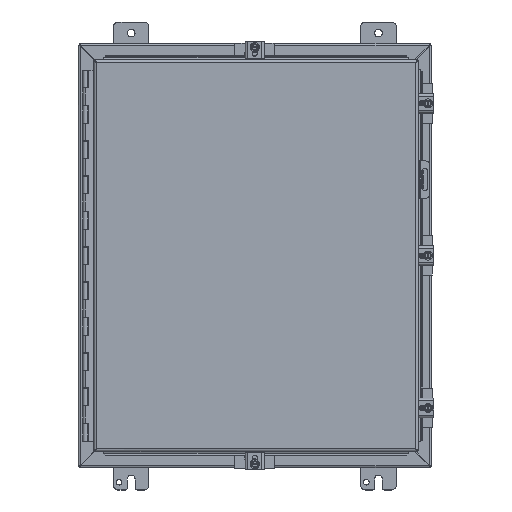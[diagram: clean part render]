
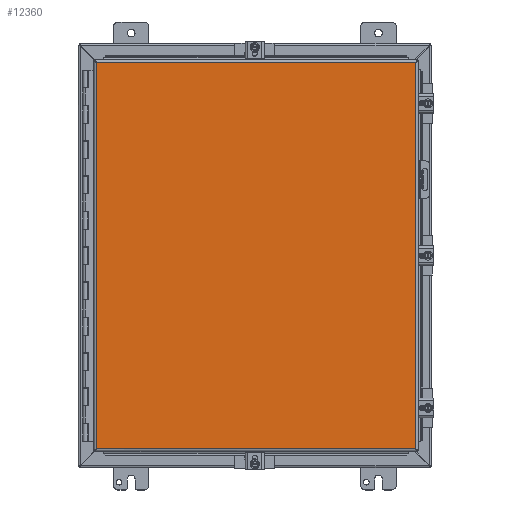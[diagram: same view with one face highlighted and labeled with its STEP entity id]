
A CAD part, top view. The second image highlights one B-rep face of the part: STEP entity #12360.
In plain terms, the highlighted face is planar.
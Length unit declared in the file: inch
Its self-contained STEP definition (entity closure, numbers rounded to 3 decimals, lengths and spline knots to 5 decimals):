
#1276=PLANE('',#13116);
#1969=LINE('',#20690,#3086);
#1975=LINE('',#20811,#3092);
#1985=LINE('',#20964,#3102);
#1988=LINE('',#20997,#3105);
#3086=VECTOR('',#15016,18.0695);
#3092=VECTOR('',#15030,18.0695);
#3102=VECTOR('',#15052,21.882);
#3105=VECTOR('',#15061,21.882);
#4106=FACE_OUTER_BOUND('',#4816,.T.);
#4816=EDGE_LOOP('',(#10009,#10010,#10011,#10012));
#6018=VERTEX_POINT('',#20681);
#6019=VERTEX_POINT('',#20689);
#6022=VERTEX_POINT('',#20759);
#6023=VERTEX_POINT('',#20803);
#7438=EDGE_CURVE('',#6019,#6018,#1969,.T.);
#7451=EDGE_CURVE('',#6022,#6023,#1975,.T.);
#7468=EDGE_CURVE('',#6018,#6022,#1985,.T.);
#7472=EDGE_CURVE('',#6023,#6019,#1988,.T.);
#10009=ORIENTED_EDGE('',*,*,#7468,.T.);
#10010=ORIENTED_EDGE('',*,*,#7451,.T.);
#10011=ORIENTED_EDGE('',*,*,#7472,.T.);
#10012=ORIENTED_EDGE('',*,*,#7438,.T.);
#12360=ADVANCED_FACE('',(#4106),#1276,.F.);
#13116=AXIS2_PLACEMENT_3D('',#21077,#15075,#15076);
#15016=DIRECTION('',(-1.,0.,0.));
#15030=DIRECTION('',(1.,0.,0.));
#15052=DIRECTION('',(0.,1.,0.));
#15061=DIRECTION('',(0.,-1.,0.));
#15075=DIRECTION('center_axis',(0.,0.,1.));
#15076=DIRECTION('ref_axis',(1.,0.,0.));
#20681=CARTESIAN_POINT('',(-9.03475,-10.941,0.));
#20689=CARTESIAN_POINT('',(9.03475,-10.941,0.));
#20690=CARTESIAN_POINT('',(4.51738,-10.941,0.));
#20759=CARTESIAN_POINT('',(-9.03475,10.941,0.));
#20803=CARTESIAN_POINT('',(9.03475,10.941,0.));
#20811=CARTESIAN_POINT('',(-4.59375,10.941,0.));
#20964=CARTESIAN_POINT('',(-9.03475,-5.4705,0.));
#20997=CARTESIAN_POINT('',(9.03475,5.4705,0.));
#21077=CARTESIAN_POINT('Origin',(0.,0.,
0.));
